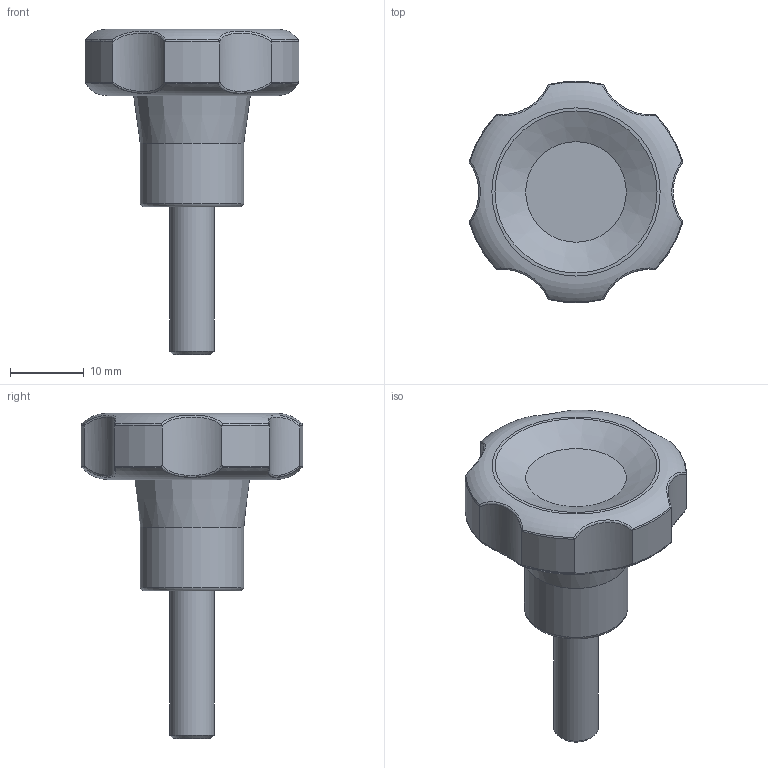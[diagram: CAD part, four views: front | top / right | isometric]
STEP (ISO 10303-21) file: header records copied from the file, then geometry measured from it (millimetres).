
FILE_DESCRIPTION( ( 'Unknown' ), '1' );
FILE_NAME( '6372600_LPX30_M06x20.stp', 'Unknown', ( 'Unknown' ), ( 'Unknown' ), 'PSStep 11.0', 'Unknown', ' ' );
FILE_SCHEMA( ( 'AUTOMOTIVE_DESIGN { 1 0 10303 214 1 1 1 1 }' ) );
Length unit declared in the file: millimetre
Products named in the file (1): 6372600
Bounding box: 28.88 x 29.9 x 44 mm (x, y, z)
Volume: 7428.8 mm3; surface area: 3598.6 mm2
Topology: 1 solids, 2 shells, 54 faces, 140 edges, 91 vertices
Faces by surface type: torus 17, cylinder 15, bspline 12, plane 5, cone 5
Full cylindrical faces by diameter (mm): 6 x1, 8 x1, 14 x1
Entity records: 6454 total; most frequent: CARTESIAN_POINT 4907, ORIENTED_EDGE 248, DIRECTION 178, EDGE_CURVE 124, VERTEX_POINT 88, AXIS2_PLACEMENT_3D 83, B_SPLINE_CURVE_WITH_KNOTS 72, EDGE_LOOP 70
